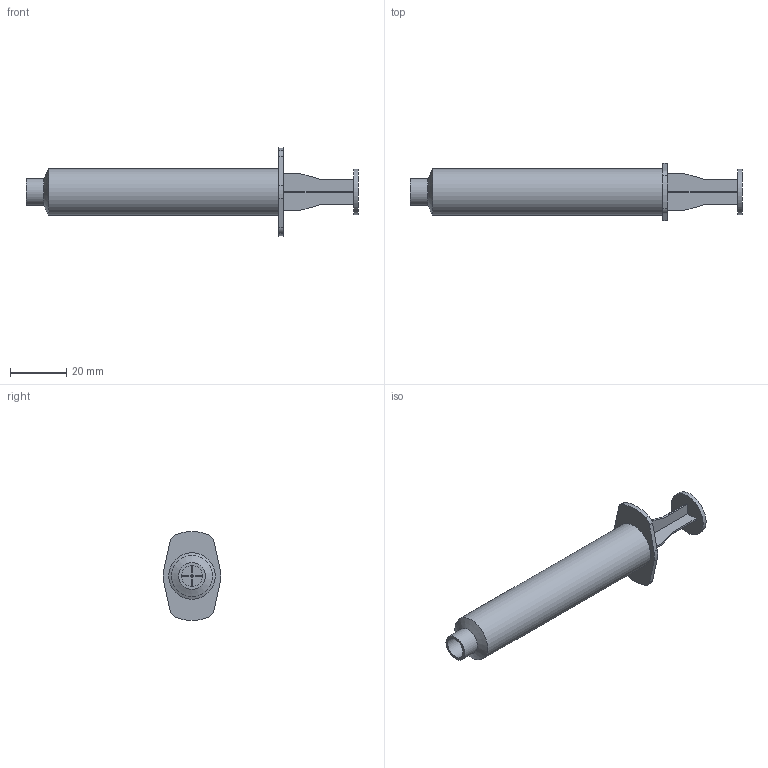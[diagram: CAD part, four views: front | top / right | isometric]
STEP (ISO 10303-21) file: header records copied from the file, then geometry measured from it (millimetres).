
FILE_DESCRIPTION(/* description */ ('STEP AP242','CAx-IF Rec.Pracs.---Representation and Presentation of Product Manufacturing Information (PMI)---4.0---2014-10-13','CAx-IF Rec.Pracs.---3D Tessellated Geometry---0.4---2014-09-14','2;1'),/* implementation_level */ '2;1');
FILE_NAME(/* name */ '6707bdeda41a6a3ab1ca3be4',/* time_stamp */ '2024-10-10T11:43:42Z',/* author */ (''),/* organization */ (''),/* preprocessor_version */ 'ST-DEVELOPER v20',/* originating_system */ ' ',/* authorisation */ ' ');
FILE_SCHEMA (('AP242_MANAGED_MODEL_BASED_3D_ENGINEERING_MIM_LF { 1 0 10303 442 1 1 4 }'));
Length unit declared in the file: millimetre
Products named in the file (2): Part 2; Part 1
Bounding box: 117.76 x 20.35 x 31.48 mm (x, y, z)
Volume: 6167.6 mm3; surface area: 12365.4 mm2
Topology: 2 solids, 2 shells, 49 faces, 120 edges, 80 vertices
Faces by surface type: plane 33, cylinder 14, cone 2
Full cylindrical faces by diameter (mm): 7.5 x1, 9.5 x2, 14.32 x1, 16.09 x1, 16.47 x1
Entity records: 1438 total; most frequent: DIRECTION 242, CARTESIAN_POINT 239, ORIENTED_EDGE 220, EDGE_CURVE 110, AXIS2_PLACEMENT_3D 81, LINE 80, VECTOR 80, VERTEX_POINT 78
